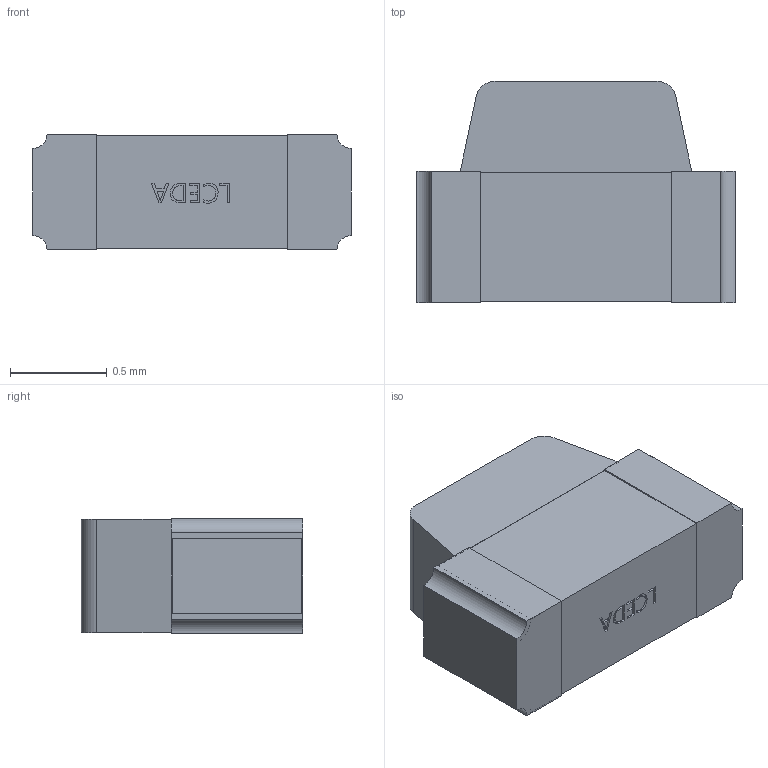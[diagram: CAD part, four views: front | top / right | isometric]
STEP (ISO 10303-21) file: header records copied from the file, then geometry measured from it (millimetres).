
FILE_DESCRIPTION (( 'STEP AP214' ), '1' );
FILE_NAME ('LED-SMD_L1.6-W1.2-RD.STEP', '2022-04-05T08:50:16', ( '' ), ( '' ), 'SwSTEP 2.0', 'SolidWorks 2021', '' );
FILE_SCHEMA (( 'AUTOMOTIVE_DESIGN' ));
Length unit declared in the file: millimetre
Products named in the file (4): U2.step; COMPOUND.step; LED-SMD_L1.6-W1.2-RD; LED-SMD_L1.7-W0.6-RD.step
Assembly tree (3 placements, depth 4):
  LED-SMD_L1.6-W1.2-RD
    U2.step
      LED-SMD_L1.7-W0.6-RD.step
        COMPOUND.step
Bounding box: 1.65 x 1.15 x 0.6 mm (x, y, z)
Volume: 1.1 mm3; surface area: 9.3 mm2
Topology: 3 solids, 3 shells, 90 faces, 228 edges, 152 vertices
Faces by surface type: plane 68, bspline 14, cylinder 8
Entity records: 3691 total; most frequent: CARTESIAN_POINT 1276, ORIENTED_EDGE 456, DIRECTION 384, EDGE_CURVE 228, LINE 184, VECTOR 184, VERTEX_POINT 152, AXIS2_PLACEMENT_3D 100
